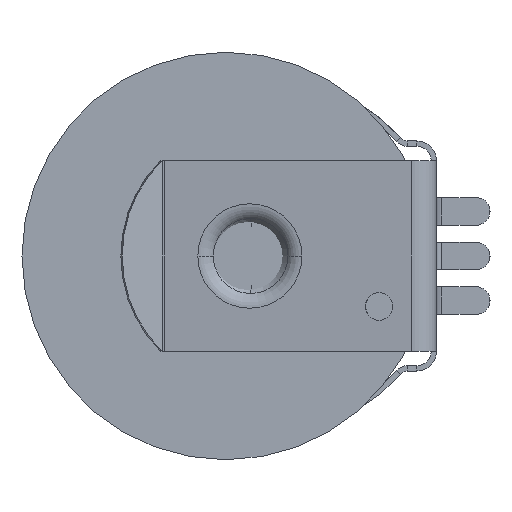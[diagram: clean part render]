
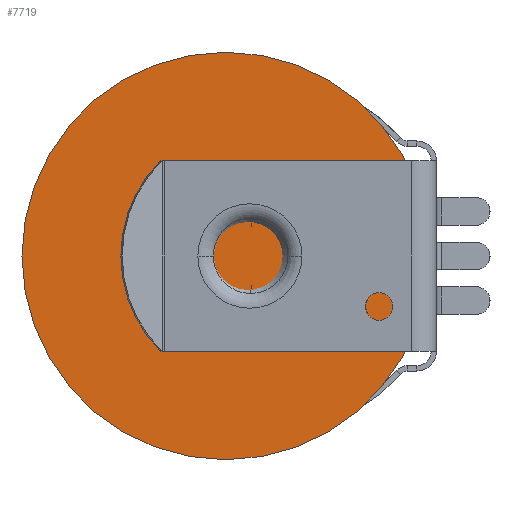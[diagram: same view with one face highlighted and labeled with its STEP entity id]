
A CAD part, left-side view. The second image highlights one B-rep face of the part: STEP entity #7719.
In plain terms, the highlighted planar face has unit normal (-1, 0, 0).
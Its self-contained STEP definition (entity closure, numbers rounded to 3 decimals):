
#7691 = VERTEX_POINT('',#7692);
#7692 = CARTESIAN_POINT('',(-2.,12.,-11.6));
#7698 = EDGE_CURVE('',#7691,#7691,#7699,.T.);
#7699 = CIRCLE('',#7700,11.6);
#7700 = AXIS2_PLACEMENT_3D('',#7701,#7702,#7703);
#7701 = CARTESIAN_POINT('',(-2.,12.,0.));
#7702 = DIRECTION('',(1.,-0.,0.));
#7703 = DIRECTION('',(0.,0.,-1.));
#7719 = ADVANCED_FACE('',(#7720),#7723,.F.);
#7720 = FACE_BOUND('',#7721,.T.);
#7721 = EDGE_LOOP('',(#7722));
#7722 = ORIENTED_EDGE('',*,*,#7698,.F.);
#7723 = PLANE('',#7724);
#7724 = AXIS2_PLACEMENT_3D('',#7725,#7726,#7727);
#7725 = CARTESIAN_POINT('',(-2.,12.,0.));
#7726 = DIRECTION('',(1.,0.,0.));
#7727 = DIRECTION('',(0.,0.,-1.));
